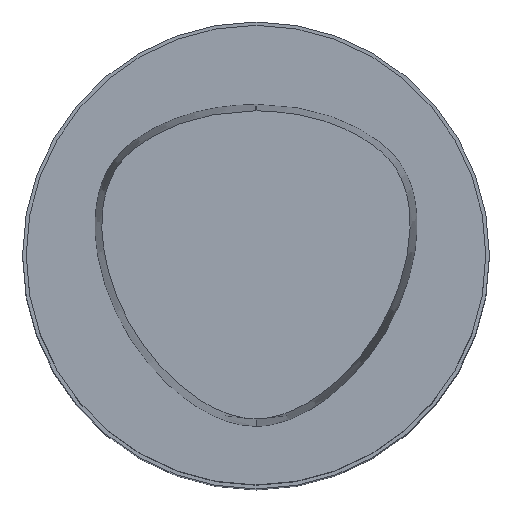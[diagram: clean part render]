
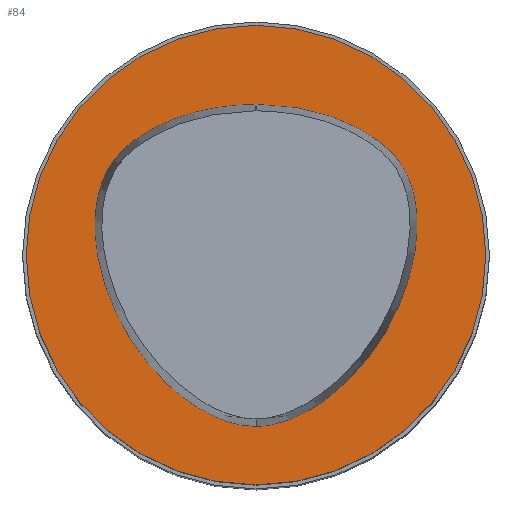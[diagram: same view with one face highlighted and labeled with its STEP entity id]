
A CAD part, top view. The second image highlights one B-rep face of the part: STEP entity #84.
In plain terms, the highlighted planar face has unit normal (0, 0, 1).
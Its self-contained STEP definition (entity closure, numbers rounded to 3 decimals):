
#50=EDGE_CURVE('Unnamed[1]',#126,#127,#128,.T.);
#52=EDGE_CURVE('Unnamed[1]',#130,#126,#131,.T.);
#65=EDGE_CURVE('Unnamed[1]',#148,#148,#149,.T.);
#79=EDGE_CURVE('Unnamed[1]',#127,#130,#169,.T.);
#84=ADVANCED_FACE('Unnamed[1]',(#174,#175),#176,.T.);
#126=VERTEX_POINT('',#218);
#127=VERTEX_POINT('',#219);
#128=B_SPLINE_CURVE_WITH_KNOTS('',3,(#220,#221,#222,#223,#224,#225,#226,#227,#228,#229,#230,#231,#232,#233,#234,#235,#236,#237),.UNSPECIFIED.,.F.,.F.,(4,1,1,1,1,1,1,1,1,2,1,1,1,1,4),(-6.615,-6.202,-5.788,-5.375,-4.961,-4.134,-3.308,-2.894,-2.481,-2.067,-1.654,-1.24,-0.827,-0.413,0.0),.UNSPECIFIED.);
#130=VERTEX_POINT('',#240);
#131=B_SPLINE_CURVE_WITH_KNOTS('',3,(#241,#242,#243,#244,#245,#246,#247,#248,#249,#250,#251,#252,#253,#254,#255,#256,#257),.UNSPECIFIED.,.F.,.F.,(4,1,1,1,1,1,1,1,1,1,1,1,1,1,4),(-13.23,-12.817,-12.403,-11.99,-11.576,-11.163,-10.956,-10.75,-10.336,-9.923,-9.096,-8.269,-7.442,-7.029,-6.615),.UNSPECIFIED.);
#148=VERTEX_POINT('',#297);
#149=CIRCLE('',#298,31.5);
#169=CIRCLE('',#323,0.95);
#174=FACE_BOUND('',#331,.T.);
#175=FACE_OUTER_BOUND('',#332,.T.);
#176=PLANE('',#333);
#218=CARTESIAN_POINT('',(0.044,-23.469,0.));
#219=CARTESIAN_POINT('',(-0.045,20.677,0.));
#220=CARTESIAN_POINT('',(0.044,-23.469,0.));
#221=CARTESIAN_POINT('',(-1.471,-23.477,0.));
#222=CARTESIAN_POINT('',(-4.439,-22.821,0.));
#223=CARTESIAN_POINT('',(-8.35,-20.8,0.));
#224=CARTESIAN_POINT('',(-11.745,-18.156,0.));
#225=CARTESIAN_POINT('',(-15.699,-14.041,0.));
#226=CARTESIAN_POINT('',(-19.535,-8.006,0.));
#227=CARTESIAN_POINT('',(-21.721,-1.161,0.0));
#228=CARTESIAN_POINT('',(-22.249,4.55,0.0));
#229=CARTESIAN_POINT('',(-21.665,9.002,0.0));
#230=CARTESIAN_POINT('',(-20.395,11.778,0.0));
#231=CARTESIAN_POINT('',(-18.593,14.198,0.0));
#232=CARTESIAN_POINT('',(-16.323,16.178,0.0));
#233=CARTESIAN_POINT('',(-12.508,18.252,0.));
#234=CARTESIAN_POINT('',(-8.468,19.679,0.));
#235=CARTESIAN_POINT('',(-4.23,20.488,0.));
#236=CARTESIAN_POINT('',(-1.423,20.613,0.));
#237=CARTESIAN_POINT('',(-0.045,20.677,0.));
#240=CARTESIAN_POINT('',(0.045,20.677,0.));
#241=CARTESIAN_POINT('',(0.045,20.677,0.));
#242=CARTESIAN_POINT('',(1.424,20.61,0.));
#243=CARTESIAN_POINT('',(4.223,20.484,0.));
#244=CARTESIAN_POINT('',(8.472,19.689,0.));
#245=CARTESIAN_POINT('',(12.514,18.243,0.0));
#246=CARTESIAN_POINT('',(16.304,16.173,0.));
#247=CARTESIAN_POINT('',(19.145,13.704,0.));
#248=CARTESIAN_POINT('',(20.732,11.101,0.0));
#249=CARTESIAN_POINT('',(21.783,8.281,0.));
#250=CARTESIAN_POINT('',(22.226,4.609,0.0));
#251=CARTESIAN_POINT('',(21.744,-1.113,0.0));
#252=CARTESIAN_POINT('',(19.552,-7.954,0.0));
#253=CARTESIAN_POINT('',(14.957,-15.209,0.0));
#254=CARTESIAN_POINT('',(9.668,-20.083,0.));
#255=CARTESIAN_POINT('',(4.516,-22.795,0.));
#256=CARTESIAN_POINT('',(1.559,-23.461,0.));
#257=CARTESIAN_POINT('',(0.044,-23.469,0.));
#297=CARTESIAN_POINT('',(0.,31.5,0.));
#298=AXIS2_PLACEMENT_3D('',#538,#539,#540);
#323=AXIS2_PLACEMENT_3D('',#565,#566,#567);
#331=EDGE_LOOP('',(#570,#571,#572));
#332=EDGE_LOOP('',(#573));
#333=AXIS2_PLACEMENT_3D('',#574,#575,#576);
#538=CARTESIAN_POINT('',(0.0,0.0,0.0));
#539=DIRECTION('',(0.,0.,-1.0));
#540=DIRECTION('',(0.,1.0,0.));
#565=CARTESIAN_POINT('',(-0.001,19.728,0.));
#566=DIRECTION('',(0.,0.,-1.0));
#567=DIRECTION('',(-0.046,0.999,0.));
#570=ORIENTED_EDGE('',*,*,#52,.T.);
#571=ORIENTED_EDGE('',*,*,#50,.T.);
#572=ORIENTED_EDGE('',*,*,#79,.T.);
#573=ORIENTED_EDGE('',*,*,#65,.F.);
#574=CARTESIAN_POINT('',(0.,15.75,0.));
#575=DIRECTION('',(0.,0.,1.0));
#576=DIRECTION('',(0.,-1.0,0.));
